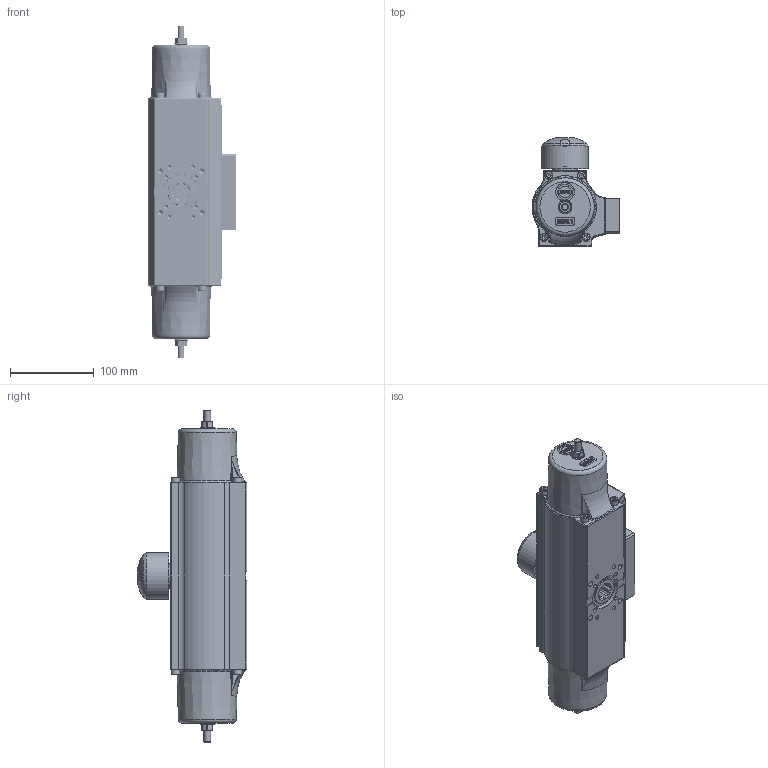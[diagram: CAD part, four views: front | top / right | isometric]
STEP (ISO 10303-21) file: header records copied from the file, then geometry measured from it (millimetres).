
FILE_DESCRIPTION(/* description */ (''),/* implementation_level */ '2;1');
FILE_NAME(/* name */ 'EB6_1 - SYS F05_F07.stp',/* time_stamp */ '2017-11-22T08:23:20+01:00',/* author */ ('Brumpreuksch'),/* organization */ (''),/* preprocessor_version */ 'ST-DEVELOPER v16.5',/* originating_system */ 'Autodesk Inventor 2017',/* authorisation */ '');
FILE_SCHEMA (('AUTOMOTIVE_DESIGN { 1 0 10303 214 3 1 1 }'));
Products named in the file (1): EB6_1 - SYS F05_F07
Bounding box: 104.93 x 130.5 x 396 mm (x, y, z)
Volume: 1282399.9 mm3; surface area: 483398.7 mm2
Topology: 6 solids, 50 shells, 4062 faces, 10200 edges, 6073 vertices
Faces by surface type: plane 1299, cylinder 1039, bspline 747, torus 431, sphere 276, cone 270
Full cylindrical faces by diameter (mm): 2 x10, 2.5 x2, 3 x4, 4.134 x8, 4.2 x1, 4.917 x19, 5 x3, 5.5 x1, 6 x21, 6.05 x2, 6.6 x10, 6.647 x4, 8 x5, 10 x12, 11 x4, 11.1 x2, 11.45 x2, 12 x2, 15.5 x1, 16 x2, 16.4 x2, 16.5 x1, 17 x1, 18 x7, 18.12 x1, 18.2 x1, 18.5 x4, 22 x2, 22.2 x3, 23 x1
Entity records: 148418 total; most frequent: CARTESIAN_POINT 53198, ORIENTED_EDGE 18834, DIRECTION 18794, EDGE_CURVE 9397, AXIS2_PLACEMENT_3D 7521, VERTEX_POINT 5878, EDGE_LOOP 4717, FACE_OUTER_BOUND 4061
